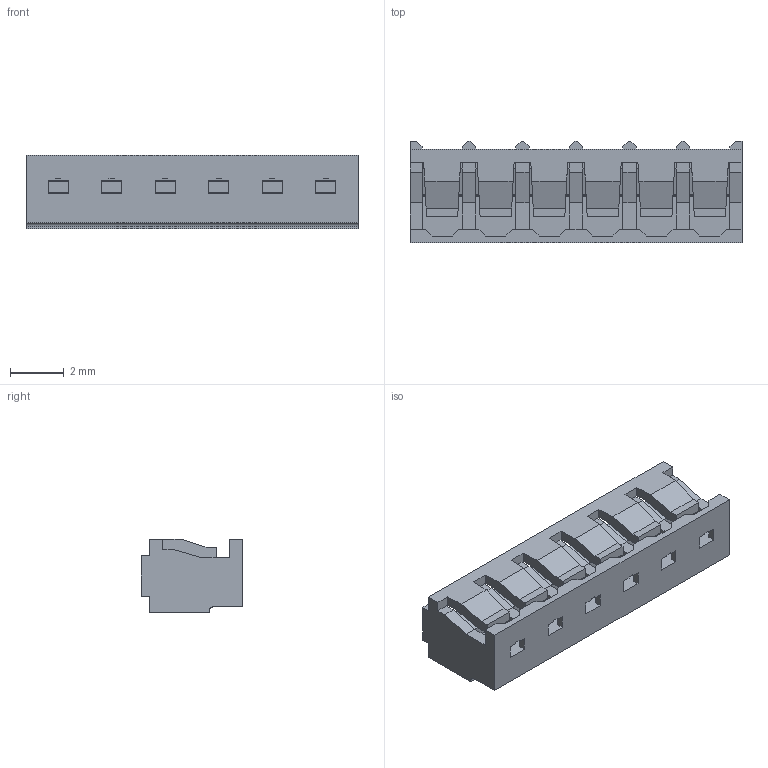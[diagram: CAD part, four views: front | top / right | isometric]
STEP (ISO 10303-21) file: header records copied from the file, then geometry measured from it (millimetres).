
FILE_DESCRIPTION((''),'2;1');
FILE_NAME('510150600','2010-04-13T',('pnb'),(''),'PRO/ENGINEER BY PARAMETRIC TECHNOLOGY CORPORATION, 2003451','PRO/ENGINEER BY PARAMETRIC TECHNOLOGY CORPORATION, 2003451','');
FILE_SCHEMA(('CONFIG_CONTROL_DESIGN'));
Length unit declared in the file: millimetre
Products named in the file (1): 510150600
Bounding box: 12.4 x 3.8 x 2.75 mm (x, y, z)
Volume: 73.5 mm3; surface area: 314.4 mm2
Topology: 1 solids, 1 shells, 319 faces, 1000 edges, 672 vertices
Faces by surface type: plane 312, cylinder 7
Entity records: 10969 total; most frequent: CARTESIAN_POINT 1967, ORIENTED_EDGE 1962, DIRECTION 1668, EDGE_CURVE 981, VECTOR 974, LINE 974, VERTEX_POINT 646, EDGE_LOOP 349
